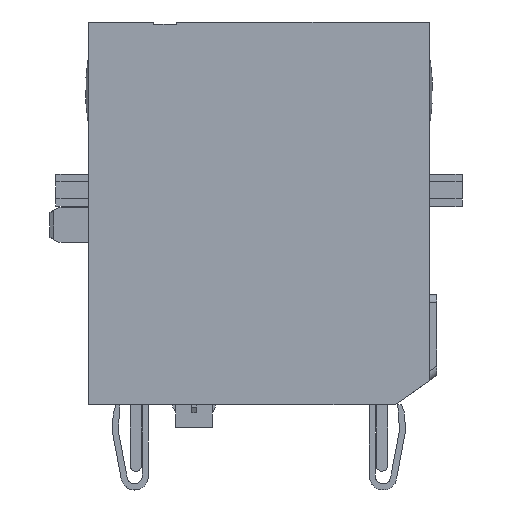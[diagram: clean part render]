
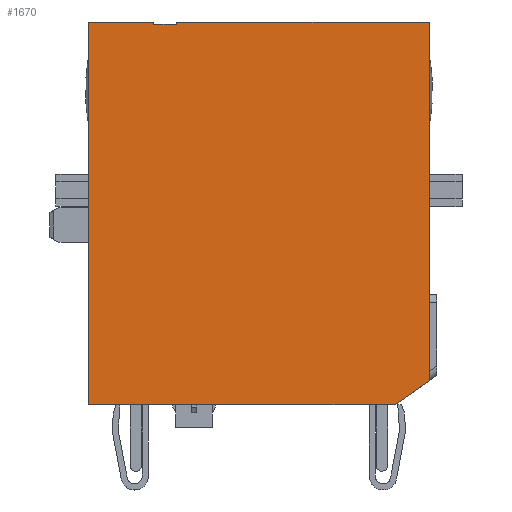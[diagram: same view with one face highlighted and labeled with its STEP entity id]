
A CAD part, left-side view. The second image highlights one B-rep face of the part: STEP entity #1670.
In plain terms, the highlighted face is planar.
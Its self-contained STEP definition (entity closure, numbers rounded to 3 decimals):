
#880=CARTESIAN_POINT('',(0.004,70.905,
17.55));
#890=DIRECTION('',(0.,0.,
-1.));
#900=DIRECTION('',(-1.,0.,
0.));
#910=AXIS2_PLACEMENT_3D('',#880,#890,#900);
#920=PLANE('',#910);
#930=CARTESIAN_POINT('',(0.276,36.722,
17.55));
#940=DIRECTION('',(-0.819,-0.574,
0.));
#950=VECTOR('',#940,1.);
#960=LINE('',#930,#950);
#970=CARTESIAN_POINT('',(22.404,52.216,
17.55));
#980=VERTEX_POINT('',#970);
#990=CARTESIAN_POINT('',(17.889,49.055,
17.55));
#1000=VERTEX_POINT('',#990);
#1010=EDGE_CURVE('',#980,#1000,#960,.T.);
#1020=ORIENTED_EDGE('',*,*,#1010,.F.);
#1030=CARTESIAN_POINT('',(0.276,49.055,
17.55));
#1040=DIRECTION('',(-1.,0.,
0.));
#1050=VECTOR('',#1040,1.);
#1060=LINE('',#1030,#1050);
#1070=CARTESIAN_POINT('',(-22.396,49.055,
17.55));
#1080=VERTEX_POINT('',#1070);
#1090=EDGE_CURVE('',#1000,#1080,#1060,.T.);
#1100=ORIENTED_EDGE('',*,*,#1090,.F.);
#1110=CARTESIAN_POINT('',(-22.396,3.086,
17.55));
#1120=DIRECTION('',(0.,1.,0.));
#1130=VECTOR('',#1120,1.);
#1140=LINE('',#1110,#1130);
#1150=CARTESIAN_POINT('',(-22.396,99.355,
17.55));
#1160=VERTEX_POINT('',#1150);
#1170=EDGE_CURVE('',#1080,#1160,#1140,.T.);
#1180=ORIENTED_EDGE('',*,*,#1170,.F.);
#1190=CARTESIAN_POINT('',(0.276,99.355,
17.55));
#1200=DIRECTION('',(1.,0.,
0.));
#1210=VECTOR('',#1200,1.);
#1220=LINE('',#1190,#1210);
#1230=CARTESIAN_POINT('',(-13.846,99.355,
17.55));
#1240=VERTEX_POINT('',#1230);
#1250=EDGE_CURVE('',#1160,#1240,#1220,.T.);
#1260=ORIENTED_EDGE('',*,*,#1250,.F.);
#1270=CARTESIAN_POINT('',(-13.846,3.086,
17.55));
#1280=DIRECTION('',(0.,-1.,0.));
#1290=VECTOR('',#1280,1.);
#1300=LINE('',#1270,#1290);
#1310=CARTESIAN_POINT('',(-13.846,99.055,
17.55));
#1320=VERTEX_POINT('',#1310);
#1330=EDGE_CURVE('',#1240,#1320,#1300,.T.);
#1340=ORIENTED_EDGE('',*,*,#1330,.F.);
#1350=CARTESIAN_POINT('',(0.276,99.055,
17.55));
#1360=DIRECTION('',(1.,0.,
0.));
#1370=VECTOR('',#1360,1.);
#1380=LINE('',#1350,#1370);
#1390=CARTESIAN_POINT('',(-10.846,99.055,
17.55));
#1400=VERTEX_POINT('',#1390);
#1410=EDGE_CURVE('',#1320,#1400,#1380,.T.);
#1420=ORIENTED_EDGE('',*,*,#1410,.F.);
#1430=CARTESIAN_POINT('',(-10.846,3.086,
17.55));
#1440=DIRECTION('',(0.,1.,0.));
#1450=VECTOR('',#1440,1.);
#1460=LINE('',#1430,#1450);
#1470=CARTESIAN_POINT('',(-10.846,99.355,
17.55));
#1480=VERTEX_POINT('',#1470);
#1490=EDGE_CURVE('',#1400,#1480,#1460,.T.);
#1500=ORIENTED_EDGE('',*,*,#1490,.F.);
#1510=CARTESIAN_POINT('',(0.276,99.355,
17.55));
#1520=DIRECTION('',(1.,0.,
0.));
#1530=VECTOR('',#1520,1.);
#1540=LINE('',#1510,#1530);
#1550=CARTESIAN_POINT('',(22.404,99.355,
17.55));
#1560=VERTEX_POINT('',#1550);
#1570=EDGE_CURVE('',#1480,#1560,#1540,.T.);
#1580=ORIENTED_EDGE('',*,*,#1570,.F.);
#1590=CARTESIAN_POINT('',(22.404,3.086,
17.55));
#1600=DIRECTION('',(0.,-1.,0.));
#1610=VECTOR('',#1600,1.);
#1620=LINE('',#1590,#1610);
#1630=EDGE_CURVE('',#1560,#980,#1620,.T.);
#1640=ORIENTED_EDGE('',*,*,#1630,.F.);
#1650=EDGE_LOOP('',(#1640,#1580,#1500,#1420,#1340,#1260,#1180,#1100,
#1020));
#1660=FACE_OUTER_BOUND('',#1650,.T.);
#1670=ADVANCED_FACE('',(#1660),#920,.F.);
